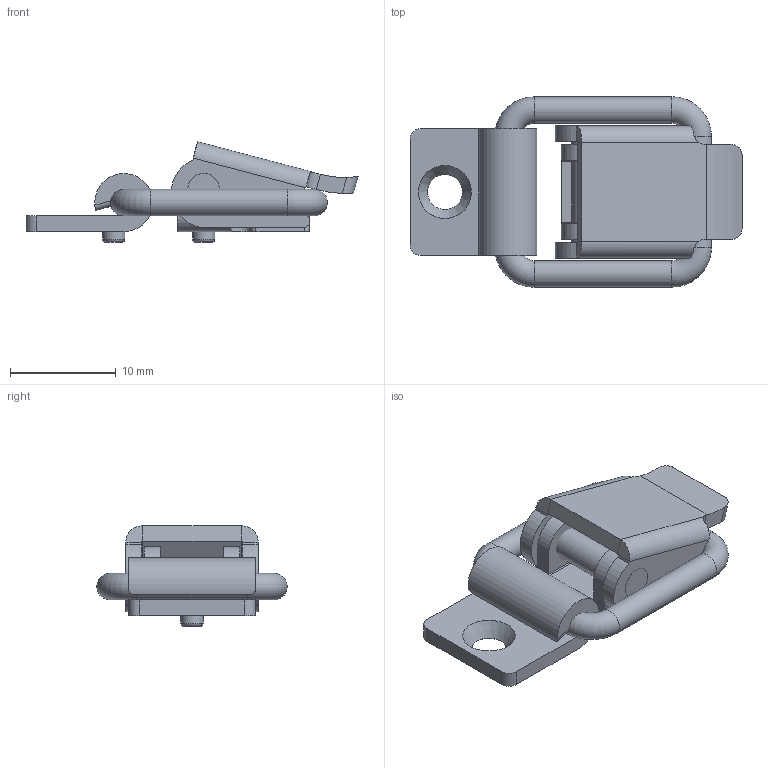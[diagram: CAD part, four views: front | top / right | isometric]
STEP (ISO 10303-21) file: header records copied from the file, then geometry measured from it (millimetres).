
FILE_DESCRIPTION(/* description */ (''),/* implementation_level */ '2;1');
FILE_NAME(/* name */ 'DR_C-E1.stp',/* time_stamp */ '2023-10-03T17:08:51+09:00',/* author */ ('user'),/* organization */ (''),/* preprocessor_version */ 'ST-DEVELOPER v15.6',/* originating_system */ 'Autodesk Inventor 2015',/* authorisation */ '');
FILE_SCHEMA (('AUTOMOTIVE_DESIGN { 1 0 10303 214 3 1 1 }'));
Length unit declared in the file: millimetre
Products named in the file (5): DR_C-E1-BR; DR_C-E1-C; DR_C-E1-H; DR_C-E1-P; DR_C-E1
Bounding box: 31.39 x 18 x 9.5 mm (x, y, z)
Volume: 1354.1 mm3; surface area: 2270.3 mm2
Topology: 5 solids, 5 shells, 104 faces, 249 edges, 154 vertices
Faces by surface type: plane 49, cylinder 47, torus 6, cone 2
Full cylindrical faces by diameter (mm): 2.1 x2, 2.5 x6, 3 x1, 3.3 x2
Entity records: 3124 total; most frequent: CARTESIAN_POINT 611, DIRECTION 532, ORIENTED_EDGE 454, EDGE_CURVE 227, AXIS2_PLACEMENT_3D 204, VERTEX_POINT 151, EDGE_LOOP 132, LINE 124
